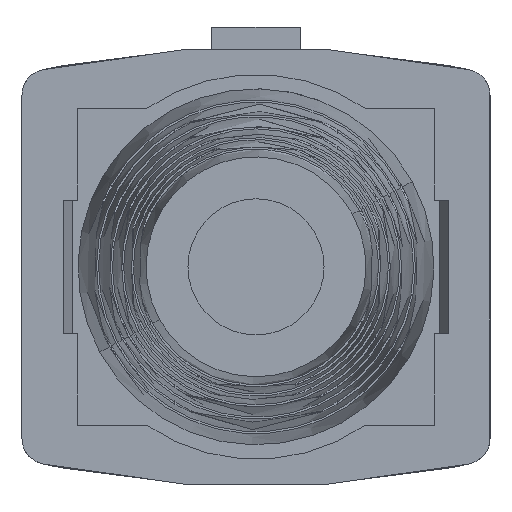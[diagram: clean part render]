
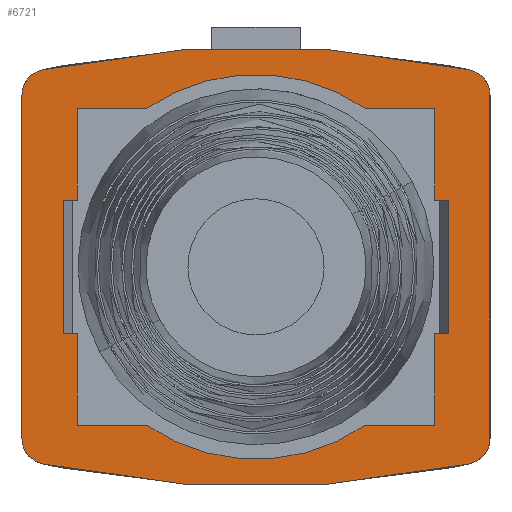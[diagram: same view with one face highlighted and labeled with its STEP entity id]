
A CAD part, left-side view. The second image highlights one B-rep face of the part: STEP entity #6721.
In plain terms, the highlighted planar face has unit normal (-1, 0, 0).
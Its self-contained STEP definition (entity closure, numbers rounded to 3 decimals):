
#5860=FACE_BOUND('',#8774,.T.);
#5861=FACE_BOUND('',#8775,.T.);
#6050=PLANE('',#24647);
#6721=ADVANCED_FACE('PARTBODY',(#5860,#5861),#6050,.F.);
#8774=EDGE_LOOP('',(#10969,#10970,#10971,#10972,#10973,#10974,#10975,#10976));
#8775=EDGE_LOOP('',(#10977,#10978,#10979,#10980,#10981,#10982,#10983,#10984,
#10985,#10986,#10987,#10988,#10989,#10990,#10991,#10992));
#10969=ORIENTED_EDGE('',*,*,#16921,.F.);
#10970=ORIENTED_EDGE('',*,*,#16922,.F.);
#10971=ORIENTED_EDGE('',*,*,#16919,.F.);
#10972=ORIENTED_EDGE('',*,*,#16901,.T.);
#10973=ORIENTED_EDGE('',*,*,#16917,.F.);
#10974=ORIENTED_EDGE('',*,*,#16910,.F.);
#10975=ORIENTED_EDGE('',*,*,#16918,.F.);
#10976=ORIENTED_EDGE('',*,*,#16907,.T.);
#10977=ORIENTED_EDGE('',*,*,#16923,.F.);
#10978=ORIENTED_EDGE('',*,*,#16924,.F.);
#10979=ORIENTED_EDGE('',*,*,#16925,.F.);
#10980=ORIENTED_EDGE('',*,*,#16926,.F.);
#10981=ORIENTED_EDGE('',*,*,#16927,.F.);
#10982=ORIENTED_EDGE('',*,*,#16928,.T.);
#10983=ORIENTED_EDGE('',*,*,#16929,.F.);
#10984=ORIENTED_EDGE('',*,*,#16930,.F.);
#10985=ORIENTED_EDGE('',*,*,#16931,.F.);
#10986=ORIENTED_EDGE('',*,*,#16932,.F.);
#10987=ORIENTED_EDGE('',*,*,#16933,.F.);
#10988=ORIENTED_EDGE('',*,*,#16934,.T.);
#10989=ORIENTED_EDGE('',*,*,#16935,.T.);
#10990=ORIENTED_EDGE('',*,*,#16936,.F.);
#10991=ORIENTED_EDGE('',*,*,#16937,.F.);
#10992=ORIENTED_EDGE('',*,*,#16938,.F.);
#15040=VERTEX_POINT('',#33421);
#15041=VERTEX_POINT('',#33423);
#15045=VERTEX_POINT('',#33480);
#15046=VERTEX_POINT('',#33481);
#15047=VERTEX_POINT('',#33486);
#15048=VERTEX_POINT('',#33487);
#15053=VERTEX_POINT('',#33504);
#15054=VERTEX_POINT('',#33508);
#15055=VERTEX_POINT('',#33511);
#15056=VERTEX_POINT('',#33512);
#15057=VERTEX_POINT('',#33514);
#15058=VERTEX_POINT('',#33516);
#15059=VERTEX_POINT('',#33518);
#15060=VERTEX_POINT('',#33520);
#15061=VERTEX_POINT('',#33522);
#15062=VERTEX_POINT('',#33524);
#15063=VERTEX_POINT('',#33526);
#15064=VERTEX_POINT('',#33528);
#15065=VERTEX_POINT('',#33530);
#15066=VERTEX_POINT('',#33532);
#15067=VERTEX_POINT('',#33534);
#15068=VERTEX_POINT('',#33536);
#15069=VERTEX_POINT('',#33538);
#15070=VERTEX_POINT('',#33540);
#16901=EDGE_CURVE('GENERATED CIRCLE',#15041,#15040,#19210,.T.);
#16907=EDGE_CURVE('GENERATED CIRCLE',#15045,#15046,#19211,.T.);
#16910=EDGE_CURVE('LINE',#15047,#15048,#20362,.T.);
#16917=EDGE_CURVE('GENERATED CIRCLE',#15048,#15040,#19212,.T.);
#16918=EDGE_CURVE('GENERATED CIRCLE',#15045,#15047,#19213,.T.);
#16919=EDGE_CURVE('GENERATED CIRCLE',#15041,#15053,#19214,.T.);
#16921=EDGE_CURVE('GENERATED CIRCLE',#15054,#15046,#19215,.T.);
#16922=EDGE_CURVE('LINE',#15053,#15054,#20370,.T.);
#16923=EDGE_CURVE('GENERATED CIRCLE',#15055,#15056,#19216,.T.);
#16924=EDGE_CURVE('LINE',#15057,#15055,#20371,.T.);
#16925=EDGE_CURVE('LINE',#15058,#15057,#20372,.T.);
#16926=EDGE_CURVE('LINE',#15059,#15058,#20373,.T.);
#16927=EDGE_CURVE('LINE',#15060,#15059,#20374,.T.);
#16928=EDGE_CURVE('LINE',#15060,#15061,#20375,.T.);
#16929=EDGE_CURVE('LINE',#15062,#15061,#20376,.T.);
#16930=EDGE_CURVE('LINE',#15063,#15062,#20377,.T.);
#16931=EDGE_CURVE('GENERATED CIRCLE',#15064,#15063,#19217,.T.);
#16932=EDGE_CURVE('LINE',#15065,#15064,#20378,.T.);
#16933=EDGE_CURVE('LINE',#15066,#15065,#20379,.T.);
#16934=EDGE_CURVE('LINE',#15066,#15067,#20380,.T.);
#16935=EDGE_CURVE('LINE',#15067,#15068,#20381,.T.);
#16936=EDGE_CURVE('LINE',#15069,#15068,#20382,.T.);
#16937=EDGE_CURVE('LINE',#15070,#15069,#20383,.T.);
#16938=EDGE_CURVE('LINE',#15056,#15070,#20384,.T.);
#19210=CIRCLE('',#24632,19.292);
#19211=CIRCLE('',#24635,19.292);
#19212=CIRCLE('',#24638,0.5);
#19213=CIRCLE('',#24640,0.5);
#19214=CIRCLE('',#24642,0.5);
#19215=CIRCLE('',#24644,0.5);
#19216=CIRCLE('',#24645,3.675);
#19217=CIRCLE('',#24646,3.675);
#20362=LINE('',#33485,#21990);
#20370=LINE('',#33509,#21998);
#20371=LINE('',#33513,#21999);
#20372=LINE('',#33515,#22000);
#20373=LINE('',#33517,#22001);
#20374=LINE('',#33519,#22002);
#20375=LINE('',#33521,#22003);
#20376=LINE('',#33523,#22004);
#20377=LINE('',#33525,#22005);
#20378=LINE('',#33529,#22006);
#20379=LINE('',#33531,#22007);
#20380=LINE('',#33533,#22008);
#20381=LINE('',#33535,#22009);
#20382=LINE('',#33537,#22010);
#20383=LINE('',#33539,#22011);
#20384=LINE('',#33541,#22012);
#21990=VECTOR('',#27056,1.);
#21998=VECTOR('',#27080,1.);
#21999=VECTOR('',#27083,1.);
#22000=VECTOR('',#27084,1.);
#22001=VECTOR('',#27085,1.);
#22002=VECTOR('',#27086,1.);
#22003=VECTOR('',#27087,1.);
#22004=VECTOR('',#27088,1.);
#22005=VECTOR('',#27089,1.);
#22006=VECTOR('',#27092,1.);
#22007=VECTOR('',#27093,1.);
#22008=VECTOR('',#27094,1.);
#22009=VECTOR('',#27095,1.);
#22010=VECTOR('',#27096,1.);
#22011=VECTOR('',#27097,1.);
#22012=VECTOR('',#27098,1.);
#24632=AXIS2_PLACEMENT_3D('',#33422,#27042,#27043);
#24635=AXIS2_PLACEMENT_3D('',#33479,#27050,#27051);
#24638=AXIS2_PLACEMENT_3D('',#33499,#27065,#27066);
#24640=AXIS2_PLACEMENT_3D('',#33501,#27069,#27070);
#24642=AXIS2_PLACEMENT_3D('',#33503,#27073,#27074);
#24644=AXIS2_PLACEMENT_3D('',#33507,#27078,#27079);
#24645=AXIS2_PLACEMENT_3D('',#33510,#27081,#27082);
#24646=AXIS2_PLACEMENT_3D('',#33527,#27090,#27091);
#24647=AXIS2_PLACEMENT_3D('',#33542,#27099,#27100);
#27042=DIRECTION('',(-1.,0.,0.));
#27043=DIRECTION('',(0.,0.,1.));
#27050=DIRECTION('',(-1.,0.,0.));
#27051=DIRECTION('',(0.,0.,1.));
#27056=DIRECTION('',(0.,0.,-1.));
#27065=DIRECTION('',(1.,0.,0.));
#27066=DIRECTION('',(0.,0.,1.));
#27069=DIRECTION('',(1.,0.,0.));
#27070=DIRECTION('',(0.,0.,1.));
#27073=DIRECTION('',(1.,0.,0.));
#27074=DIRECTION('',(0.,0.,1.));
#27078=DIRECTION('',(1.,0.,0.));
#27079=DIRECTION('',(0.,0.,-1.));
#27080=DIRECTION('',(0.,0.,1.));
#27081=DIRECTION('',(-1.,0.,0.));
#27082=DIRECTION('',(0.,0.,-1.));
#27083=DIRECTION('',(0.,-1.,0.));
#27084=DIRECTION('',(0.,0.,-1.));
#27085=DIRECTION('',(0.,-1.,0.));
#27086=DIRECTION('',(0.,0.,-1.));
#27087=DIRECTION('',(0.,-1.,0.));
#27088=DIRECTION('',(0.,0.,-1.));
#27089=DIRECTION('',(0.,1.,0.));
#27090=DIRECTION('',(-1.,0.,0.));
#27091=DIRECTION('',(0.,0.,-1.));
#27092=DIRECTION('',(0.,1.,0.));
#27093=DIRECTION('',(0.,0.,1.));
#27094=DIRECTION('',(0.,-1.,0.));
#27095=DIRECTION('',(0.,0.,-1.));
#27096=DIRECTION('',(0.,-1.,0.));
#27097=DIRECTION('',(0.,0.,1.));
#27098=DIRECTION('',(0.,-1.,0.));
#27099=DIRECTION('',(1.,0.,0.));
#27100=DIRECTION('',(0.,-1.,0.));
#33421=CARTESIAN_POINT('',(-25.005,-4.076,-3.765));
#33422=CARTESIAN_POINT('',(-25.005,0.,15.092));
#33423=CARTESIAN_POINT('',(-25.005,4.076,-3.765));
#33479=CARTESIAN_POINT('',(-25.005,0.,-15.092));
#33480=CARTESIAN_POINT('',(-25.005,-4.076,3.765));
#33481=CARTESIAN_POINT('',(-25.005,4.076,3.765));
#33485=CARTESIAN_POINT('',(-25.005,-4.47,0.));
#33486=CARTESIAN_POINT('',(-25.005,-4.47,3.276));
#33487=CARTESIAN_POINT('',(-25.005,-4.47,-3.276));
#33499=CARTESIAN_POINT('',(-25.005,-3.97,-3.276));
#33501=CARTESIAN_POINT('',(-25.005,-3.97,3.276));
#33503=CARTESIAN_POINT('',(-25.005,3.97,-3.276));
#33504=CARTESIAN_POINT('',(-25.005,4.47,-3.276));
#33507=CARTESIAN_POINT('',(-25.005,3.97,3.276));
#33508=CARTESIAN_POINT('',(-25.005,4.47,3.276));
#33509=CARTESIAN_POINT('',(-25.005,4.47,0.));
#33510=CARTESIAN_POINT('',(-25.005,0.,0.));
#33511=CARTESIAN_POINT('',(-25.005,2.087,-3.025));
#33512=CARTESIAN_POINT('',(-25.005,-2.087,-3.025));
#33513=CARTESIAN_POINT('',(-25.005,2.75,-3.025));
#33514=CARTESIAN_POINT('',(-25.005,3.413,-3.025));
#33515=CARTESIAN_POINT('',(-25.005,3.413,-2.15));
#33516=CARTESIAN_POINT('',(-25.005,3.413,-1.275));
#33517=CARTESIAN_POINT('',(-25.005,3.544,-1.275));
#33518=CARTESIAN_POINT('',(-25.005,3.675,-1.275));
#33519=CARTESIAN_POINT('',(-25.005,3.675,0.));
#33520=CARTESIAN_POINT('',(-25.005,3.675,1.275));
#33521=CARTESIAN_POINT('',(-25.005,3.544,1.275));
#33522=CARTESIAN_POINT('',(-25.005,3.413,1.275));
#33523=CARTESIAN_POINT('',(-25.005,3.413,2.15));
#33524=CARTESIAN_POINT('',(-25.005,3.413,3.025));
#33525=CARTESIAN_POINT('',(-25.005,2.75,3.025));
#33526=CARTESIAN_POINT('',(-25.005,2.087,3.025));
#33527=CARTESIAN_POINT('',(-25.005,0.,0.));
#33528=CARTESIAN_POINT('',(-25.005,-2.087,3.025));
#33529=CARTESIAN_POINT('',(-25.005,-2.75,3.025));
#33530=CARTESIAN_POINT('',(-25.005,-3.413,3.025));
#33531=CARTESIAN_POINT('',(-25.005,-3.413,2.15));
#33532=CARTESIAN_POINT('',(-25.005,-3.413,1.275));
#33533=CARTESIAN_POINT('',(-25.005,-3.544,1.275));
#33534=CARTESIAN_POINT('',(-25.005,-3.675,1.275));
#33535=CARTESIAN_POINT('',(-25.005,-3.675,0.));
#33536=CARTESIAN_POINT('',(-25.005,-3.675,-1.275));
#33537=CARTESIAN_POINT('',(-25.005,-3.544,-1.275));
#33538=CARTESIAN_POINT('',(-25.005,-3.413,-1.275));
#33539=CARTESIAN_POINT('',(-25.005,-3.413,-2.15));
#33540=CARTESIAN_POINT('',(-25.005,-3.413,-3.025));
#33541=CARTESIAN_POINT('',(-25.005,-2.75,-3.025));
#33542=CARTESIAN_POINT('',(-25.005,0.,0.));
